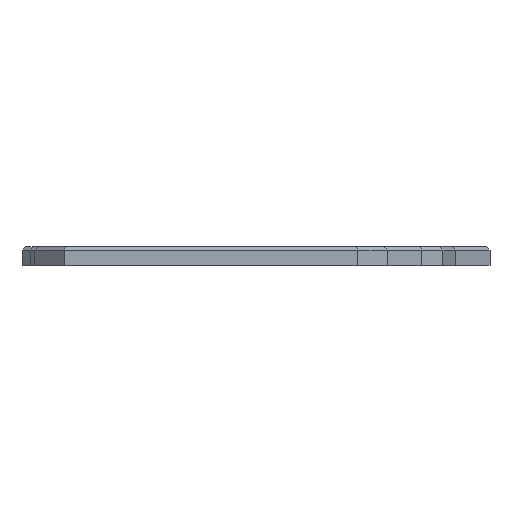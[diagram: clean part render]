
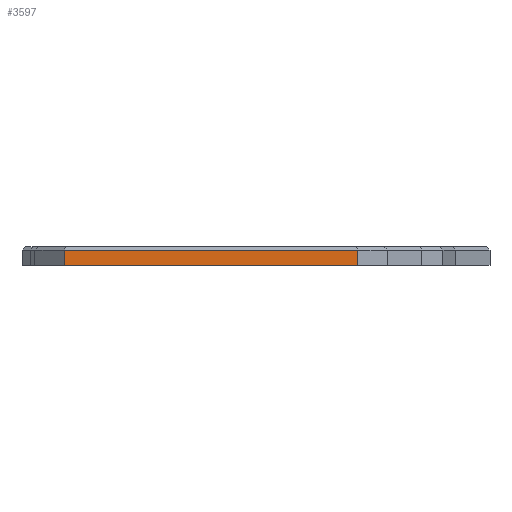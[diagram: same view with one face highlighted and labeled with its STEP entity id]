
A CAD part, left-side view. The second image highlights one B-rep face of the part: STEP entity #3597.
In plain terms, the highlighted planar face has unit normal (-1, 0, 0).
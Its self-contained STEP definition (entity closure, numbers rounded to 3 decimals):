
#197=FACE_OUTER_BOUND('',#393,.T.);
#393=EDGE_LOOP('',(#2675,#2676,#2677,#2678));
#694=LINE('',#5232,#1162);
#781=LINE('',#5406,#1249);
#783=LINE('',#5410,#1251);
#784=LINE('',#5411,#1252);
#1162=VECTOR('',#4215,10.);
#1249=VECTOR('',#4370,10.);
#1251=VECTOR('',#4374,10.);
#1252=VECTOR('',#4375,10.);
#1586=VERTEX_POINT('',#5225);
#1588=VERTEX_POINT('',#5231);
#1641=VERTEX_POINT('',#5405);
#1642=VERTEX_POINT('',#5409);
#1959=EDGE_CURVE('',#1588,#1586,#694,.T.);
#2046=EDGE_CURVE('',#1641,#1586,#781,.T.);
#2048=EDGE_CURVE('',#1642,#1588,#783,.T.);
#2049=EDGE_CURVE('',#1642,#1641,#784,.T.);
#2675=ORIENTED_EDGE('',*,*,#1959,.F.);
#2676=ORIENTED_EDGE('',*,*,#2048,.F.);
#2677=ORIENTED_EDGE('',*,*,#2049,.T.);
#2678=ORIENTED_EDGE('',*,*,#2046,.T.);
#3423=PLANE('',#3808);
#3597=ADVANCED_FACE('',(#197),#3423,.T.);
#3808=AXIS2_PLACEMENT_3D('',#5408,#4372,#4373);
#4215=DIRECTION('',(0.,-1.,0.));
#4370=DIRECTION('',(0.,0.,1.));
#4372=DIRECTION('center_axis',(-1.,0.,0.));
#4373=DIRECTION('ref_axis',(0.,-1.,0.));
#4374=DIRECTION('',(0.,0.,1.));
#4375=DIRECTION('',(0.,-1.,0.));
#5225=CARTESIAN_POINT('',(20.575,-110.47,5.85));
#5231=CARTESIAN_POINT('',(20.575,-28.833,5.85));
#5232=CARTESIAN_POINT('',(20.575,-55.493,5.85));
#5405=CARTESIAN_POINT('',(20.575,-110.47,1.6));
#5406=CARTESIAN_POINT('',(20.575,-110.47,1.6));
#5408=CARTESIAN_POINT('Origin',(20.575,-28.833,1.6));
#5409=CARTESIAN_POINT('',(20.575,-28.833,1.6));
#5410=CARTESIAN_POINT('',(20.575,-28.833,1.6));
#5411=CARTESIAN_POINT('',(20.575,-28.833,1.6));
